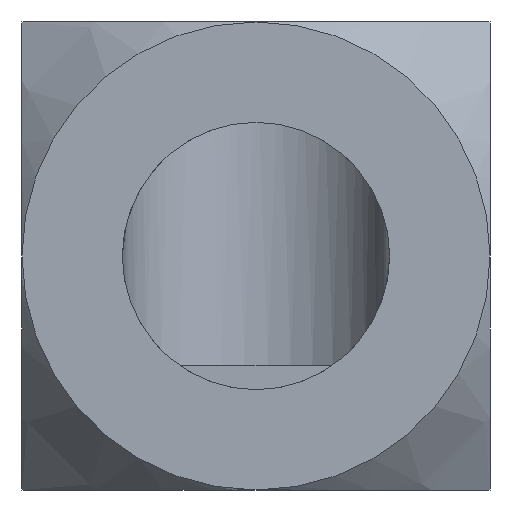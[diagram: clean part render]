
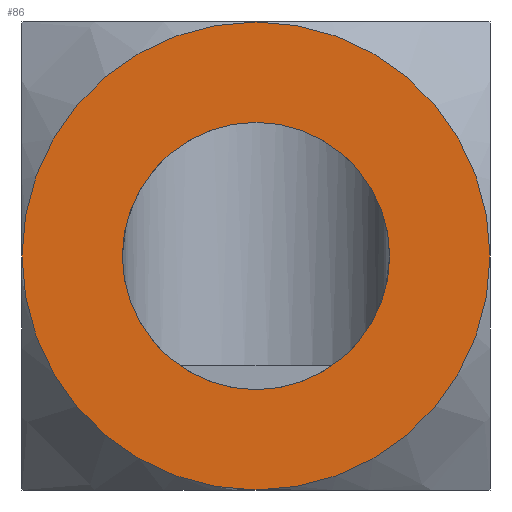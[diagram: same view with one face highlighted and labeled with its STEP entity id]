
A CAD part, front view. The second image highlights one B-rep face of the part: STEP entity #86.
In plain terms, the highlighted planar face has unit normal (0, -1, 0).
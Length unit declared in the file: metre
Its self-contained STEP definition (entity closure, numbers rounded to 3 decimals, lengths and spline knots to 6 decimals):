
#86 = ADVANCED_FACE( '', ( #171, #172 ), #173, .F. );
#171 = FACE_BOUND( '', #261, .T. );
#172 = FACE_OUTER_BOUND( '', #262, .T. );
#173 = PLANE( '', #263 );
#261 = EDGE_LOOP( '', ( #418 ) );
#262 = EDGE_LOOP( '', ( #419, #420, #421, #422 ) );
#263 = AXIS2_PLACEMENT_3D( '', #423, #424, #425 );
#418 = ORIENTED_EDGE( '', *, *, #527, .T. );
#419 = ORIENTED_EDGE( '', *, *, #511, .F. );
#420 = ORIENTED_EDGE( '', *, *, #492, .T. );
#421 = ORIENTED_EDGE( '', *, *, #529, .F. );
#422 = ORIENTED_EDGE( '', *, *, #515, .F. );
#423 = CARTESIAN_POINT( '', ( -0.0075, 0., 0.0075 ) );
#424 = DIRECTION( '', ( 0., 1., 0. ) );
#425 = DIRECTION( '', ( 0., 0., 1. ) );
#492 = EDGE_CURVE( '', #572, #555, #574, .T. );
#511 = EDGE_CURVE( '', #572, #568, #598, .T. );
#515 = EDGE_CURVE( '', #568, #588, #602, .T. );
#527 = EDGE_CURVE( '', #620, #620, #621, .T. );
#529 = EDGE_CURVE( '', #588, #555, #623, .T. );
#555 = VERTEX_POINT( '', #674 );
#568 = VERTEX_POINT( '', #733 );
#572 = VERTEX_POINT( '', #759 );
#574 = CIRCLE( '', #770, 0.0075 );
#588 = VERTEX_POINT( '', #841 );
#598 = CIRCLE( '', #873, 0.0075 );
#602 = CIRCLE( '', #877, 0.0075 );
#620 = VERTEX_POINT( '', #898 );
#621 = CIRCLE( '', #899, 0.004283 );
#623 = CIRCLE( '', #901, 0.0075 );
#674 = CARTESIAN_POINT( '', ( -0.0075, 0., 0. ) );
#733 = CARTESIAN_POINT( '', ( 0.0075, 0., 0. ) );
#759 = CARTESIAN_POINT( '', ( 0., 0., 0.0075 ) );
#770 = AXIS2_PLACEMENT_3D( '', #923, #924, #925 );
#841 = CARTESIAN_POINT( '', ( 0., 0., -0.0075 ) );
#873 = AXIS2_PLACEMENT_3D( '', #944, #945, #946 );
#877 = AXIS2_PLACEMENT_3D( '', #947, #948, #949 );
#898 = CARTESIAN_POINT( '', ( 0., 0., -0.004283 ) );
#899 = AXIS2_PLACEMENT_3D( '', #968, #969, #970 );
#901 = AXIS2_PLACEMENT_3D( '', #971, #972, #973 );
#923 = CARTESIAN_POINT( '', ( 0., 0., 0. ) );
#924 = DIRECTION( '', ( 0., -1., 0. ) );
#925 = DIRECTION( '', ( 0., 0., -1. ) );
#944 = CARTESIAN_POINT( '', ( 0., 0., 0. ) );
#945 = DIRECTION( '', ( 0., 1., 0. ) );
#946 = DIRECTION( '', ( 0., 0., 1. ) );
#947 = CARTESIAN_POINT( '', ( 0., 0., 0. ) );
#948 = DIRECTION( '', ( 0., 1., 0. ) );
#949 = DIRECTION( '', ( 0., 0., 1. ) );
#968 = CARTESIAN_POINT( '', ( 0., 0., 0. ) );
#969 = DIRECTION( '', ( 0., 1., 0. ) );
#970 = DIRECTION( '', ( 0., 0., -1. ) );
#971 = CARTESIAN_POINT( '', ( 0., 0., 0. ) );
#972 = DIRECTION( '', ( 0., 1., 0. ) );
#973 = DIRECTION( '', ( 0., 0., 1. ) );
